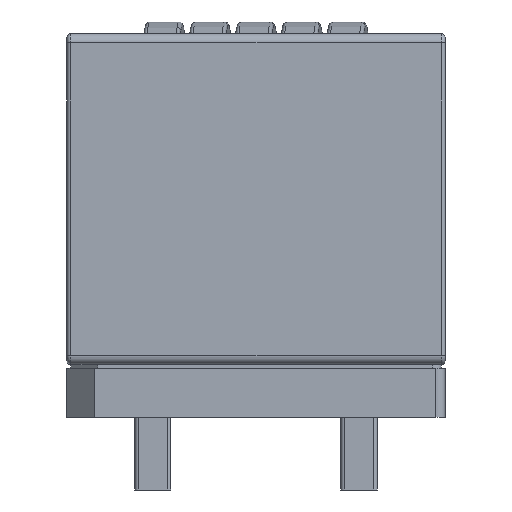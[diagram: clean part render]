
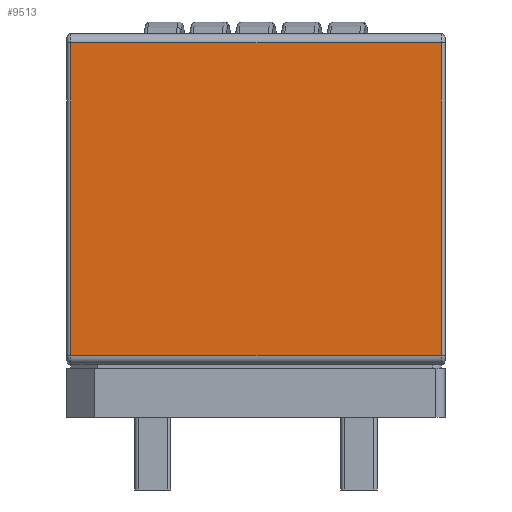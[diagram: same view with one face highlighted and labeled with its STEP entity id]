
A CAD part, left-side view. The second image highlights one B-rep face of the part: STEP entity #9513.
In plain terms, the highlighted planar face has unit normal (-1, 0, 0).
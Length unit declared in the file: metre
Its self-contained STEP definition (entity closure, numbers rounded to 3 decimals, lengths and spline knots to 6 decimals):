
#907=PLANE('',#9892);
#1160=LINE('',#12669,#1777);
#1457=LINE('',#15049,#2074);
#1458=LINE('',#15051,#2075);
#1459=LINE('',#15053,#2076);
#1777=VECTOR('',#10447,1.);
#2074=VECTOR('',#11070,1.);
#2075=VECTOR('',#11071,1.);
#2076=VECTOR('',#11072,1.);
#3513=ORIENTED_EDGE('',*,*,#4744,.F.);
#3514=ORIENTED_EDGE('',*,*,#4745,.T.);
#3515=ORIENTED_EDGE('',*,*,#4746,.T.);
#3516=ORIENTED_EDGE('',*,*,#4376,.T.);
#4376=EDGE_CURVE('',#5260,#5261,#1160,.T.);
#4744=EDGE_CURVE('',#5459,#5261,#1457,.T.);
#4745=EDGE_CURVE('',#5459,#5460,#1458,.T.);
#4746=EDGE_CURVE('',#5460,#5260,#1459,.T.);
#5260=VERTEX_POINT('',#12662);
#5261=VERTEX_POINT('',#12666);
#5459=VERTEX_POINT('',#15050);
#5460=VERTEX_POINT('',#15052);
#6000=EDGE_LOOP('',(#3513,#3514,#3515,#3516));
#6441=FACE_BOUND('',#6000,.T.);
#9513=ADVANCED_FACE('',(#6441),#907,.T.);
#9892=AXIS2_PLACEMENT_3D('',#15048,#11068,#11069);
#10447=DIRECTION('',(0.,0.,1.));
#11068=DIRECTION('',(-1.,0.,0.));
#11069=DIRECTION('',(0.,0.,1.));
#11070=DIRECTION('',(0.,-1.,0.));
#11071=DIRECTION('',(0.,0.,-1.));
#11072=DIRECTION('',(0.,-1.,0.));
#12662=CARTESIAN_POINT('',(-0.0125,-0.0102,0.00205));
#12666=CARTESIAN_POINT('',(-0.0125,-0.0102,0.01925));
#12669=CARTESIAN_POINT('',(-0.0125,-0.0102,0.01925));
#15048=CARTESIAN_POINT('',(-0.0125,0.0104,0.01975));
#15049=CARTESIAN_POINT('',(-0.0125,0.0104,0.01925));
#15050=CARTESIAN_POINT('',(-0.0125,0.0102,0.01925));
#15051=CARTESIAN_POINT('',(-0.0125,0.0102,0.00205));
#15052=CARTESIAN_POINT('',(-0.0125,0.0102,0.00205));
#15053=CARTESIAN_POINT('',(-0.0125,0.0104,0.00205));
